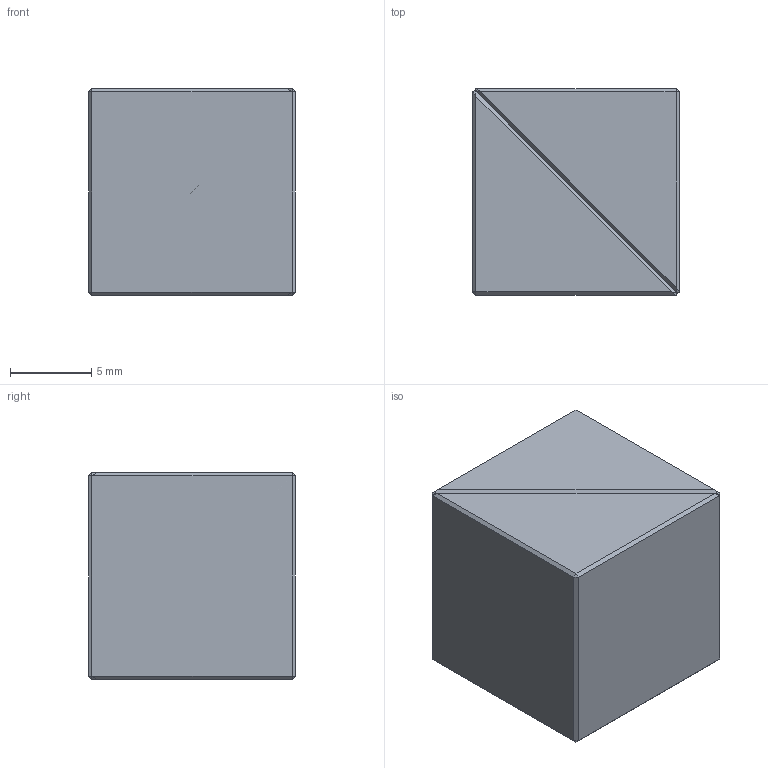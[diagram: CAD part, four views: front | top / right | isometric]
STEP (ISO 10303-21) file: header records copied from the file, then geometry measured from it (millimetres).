
FILE_DESCRIPTION (( 'STEP AP203' ), '1' );
FILE_NAME ('PBS22-1064-HP.STEP', '2024-08-22T08:47:09', ( '' ), ( '' ), 'SwSTEP 2.0', 'SolidWorks 2022', '' );
FILE_SCHEMA (( 'CONFIG_CONTROL_DESIGN' ));
Length unit declared in the file: millimetre
Products named in the file (3): PBS22-1064-HP-1-1; PBS22-1064-HP-1-2; PBS22-1064-HP
Assembly tree (2 placements, depth 2):
  PBS22-1064-HP
    PBS22-1064-HP-1-1
    PBS22-1064-HP-1-2
Bounding box: 12.7 x 12.7 x 12.7 mm (x, y, z)
Volume: 2043.8 mm3; surface area: 1387.9 mm2
Topology: 2 solids, 2 shells, 43 faces, 114 edges, 76 vertices
Faces by surface type: plane 41, cylinder 2
Entity records: 1617 total; most frequent: CARTESIAN_POINT 238, ORIENTED_EDGE 228, DIRECTION 214, EDGE_CURVE 114, LINE 110, VECTOR 110, VERTEX_POINT 76, AXIS2_PLACEMENT_3D 52
